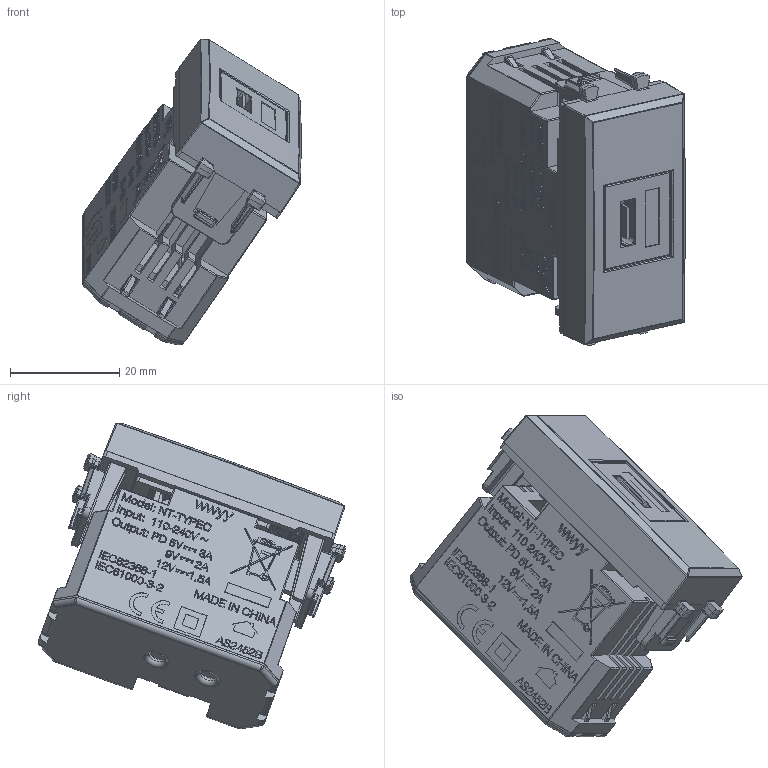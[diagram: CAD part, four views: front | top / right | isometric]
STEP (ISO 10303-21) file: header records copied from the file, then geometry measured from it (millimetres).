
FILE_DESCRIPTION(('CATIA V5 STEP Exchange'),'2;1');
FILE_NAME('442082USBC.stp','2024-02-28T09:27:33+00:00',('none'),('none'),'CATIA Version 5-6 Release 2016 SP6','CATIA V5 STEP AP203','none');
FILE_SCHEMA(('CONFIG_CONTROL_DESIGN'));
Products named in the file (2): 44X082USBC; AS2452@
Assembly tree (5 placements, depth 3):
  44X082USBC
    AS2452@
      #65
      #87832
    #98119
    #143376
Bounding box: 39.95 x 56.19 x 55.95 mm (x, y, z)
Volume: 11634.1 mm3; surface area: 19427.5 mm2
Topology: 124 solids, 124 shells, 4413 faces, 12007 edges, 7725 vertices
Faces by surface type: plane 3611, cylinder 518, bspline 115, sphere 102, extrusion 26, cone 24, torus 17
Entity records: 143399 total; most frequent: CARTESIAN_POINT 39976, ORIENTED_EDGE 23774, DIRECTION 17071, EDGE_CURVE 11887, VECTOR 9444, LINE 9418, VERTEX_POINT 7721, EDGE_LOOP 4534
